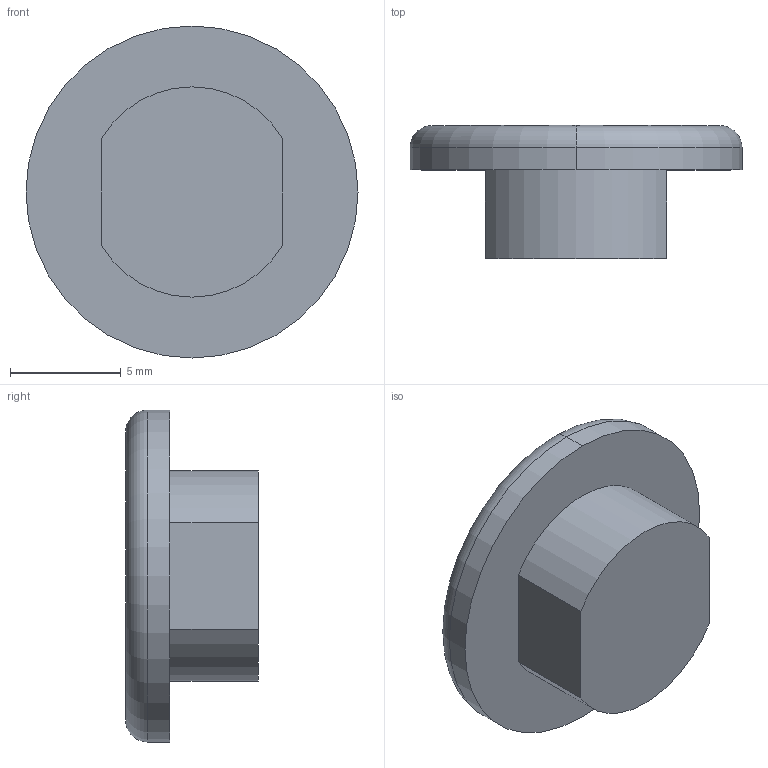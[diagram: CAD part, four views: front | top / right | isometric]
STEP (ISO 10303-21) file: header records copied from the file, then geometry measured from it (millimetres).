
FILE_DESCRIPTION (( 'STEP AP203' ), '1' );
FILE_NAME ('FOBX-Z-FC ITK Çàãëóøêà FC èëè ST ïëàñòèê (÷åðíûé).STEP', '2017-09-12T10:49:11', ( '' ), ( '' ), 'SwSTEP 2.0', 'SolidWorks 2014', '' );
FILE_SCHEMA (( 'CONFIG_CONTROL_DESIGN' ));
Length unit declared in the file: millimetre
Products named in the file (2): FOBX-Z-FC ITK Çàãëóøêà FC èëè ST ïëàñòèê (÷åðíûé)
Bounding box: 15 x 6 x 15 mm (x, y, z)
Volume: 610.3 mm3; surface area: 544.5 mm2
Topology: 1 solids, 1 shells, 12 faces, 25 edges, 16 vertices
Faces by surface type: cylinder 5, plane 5, torus 2
Entity records: 482 total; most frequent: DIRECTION 67, CARTESIAN_POINT 55, ORIENTED_EDGE 50, AXIS2_PLACEMENT_3D 28, EDGE_CURVE 25, PERSON_AND_ORGANIZATION 16, VERTEX_POINT 16, CIRCLE 14
